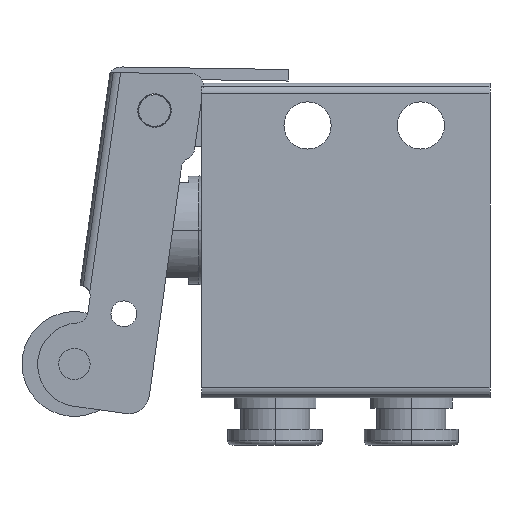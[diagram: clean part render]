
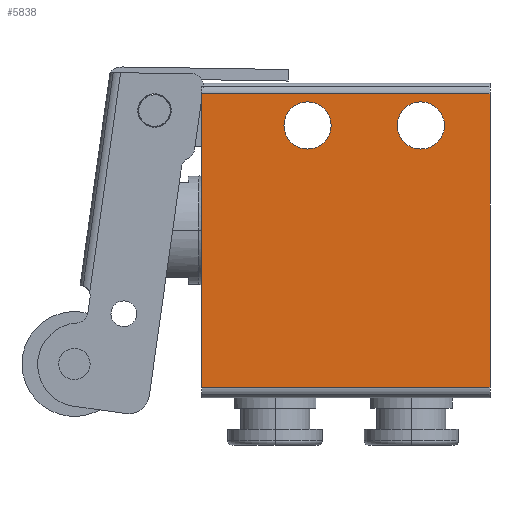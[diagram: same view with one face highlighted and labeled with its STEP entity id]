
A CAD part, left-side view. The second image highlights one B-rep face of the part: STEP entity #5838.
In plain terms, the highlighted planar face has unit normal (-1, 0, 0).
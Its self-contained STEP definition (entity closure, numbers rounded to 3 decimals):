
#194=CARTESIAN_POINT('',(-7.5,3.65,8.727));
#195=VERTEX_POINT('',#194);
#204=CARTESIAN_POINT('',(-7.5,3.65,13.227));
#205=VERTEX_POINT('',#204);
#206=CARTESIAN_POINT('',(-7.5,3.65,10.977));
#207=DIRECTION('',(1.0,0.0,0.0));
#208=DIRECTION('',(0.0,0.0,-1.0));
#209=AXIS2_PLACEMENT_3D('',#206,#207,#208);
#210=CIRCLE('',#209,2.25);
#211=EDGE_CURVE('',#205,#195,#210,.T.);
#236=CARTESIAN_POINT('',(-7.5,-7.15,8.727));
#237=VERTEX_POINT('',#236);
#246=CARTESIAN_POINT('',(-7.5,-7.15,13.227));
#247=VERTEX_POINT('',#246);
#248=CARTESIAN_POINT('',(-7.5,-7.15,10.977));
#249=DIRECTION('',(1.0,0.0,0.0));
#250=DIRECTION('',(0.0,0.0,-1.0));
#251=AXIS2_PLACEMENT_3D('',#248,#249,#250);
#252=CIRCLE('',#251,2.25);
#253=EDGE_CURVE('',#247,#237,#252,.T.);
#5761=CARTESIAN_POINT('',(-7.5,13.75,14.));
#5762=VERTEX_POINT('',#5761);
#5770=CARTESIAN_POINT('',(-7.5,-13.75,14.));
#5771=VERTEX_POINT('',#5770);
#5772=CARTESIAN_POINT('',(-7.5,13.75,14.));
#5773=DIRECTION('',(0.0,-1.0,0.0));
#5774=VECTOR('',#5773,27.5);
#5775=LINE('',#5772,#5774);
#5776=EDGE_CURVE('',#5762,#5771,#5775,.T.);
#5788=CARTESIAN_POINT('',(-7.5,-13.75,-15.0));
#5789=DIRECTION('',(-1.0,0.0,0.0));
#5790=DIRECTION('',(0.0,0.0,1.0));
#5791=AXIS2_PLACEMENT_3D('',#5788,#5789,#5790);
#5792=PLANE('',#5791);
#5793=ORIENTED_EDGE('',*,*,#5776,.F.);
#5794=CARTESIAN_POINT('',(-7.5,13.75,-14.));
#5795=VERTEX_POINT('',#5794);
#5796=CARTESIAN_POINT('',(-7.5,13.75,-14.));
#5797=DIRECTION('',(0.0,0.0,1.0));
#5798=VECTOR('',#5797,28.0);
#5799=LINE('',#5796,#5798);
#5800=EDGE_CURVE('',#5795,#5762,#5799,.T.);
#5801=ORIENTED_EDGE('',*,*,#5800,.F.);
#5802=CARTESIAN_POINT('',(-7.5,-13.75,-14.));
#5803=VERTEX_POINT('',#5802);
#5804=CARTESIAN_POINT('',(-7.5,-13.75,-14.));
#5805=DIRECTION('',(0.0,1.0,0.0));
#5806=VECTOR('',#5805,27.5);
#5807=LINE('',#5804,#5806);
#5808=EDGE_CURVE('',#5803,#5795,#5807,.T.);
#5809=ORIENTED_EDGE('',*,*,#5808,.F.);
#5810=CARTESIAN_POINT('',(-7.5,-13.75,-14.));
#5811=DIRECTION('',(0.0,0.0,1.0));
#5812=VECTOR('',#5811,28.0);
#5813=LINE('',#5810,#5812);
#5814=EDGE_CURVE('',#5803,#5771,#5813,.T.);
#5815=ORIENTED_EDGE('',*,*,#5814,.T.);
#5816=EDGE_LOOP('',(#5793,#5801,#5809,#5815));
#5817=FACE_OUTER_BOUND('',#5816,.T.);
#5818=ORIENTED_EDGE('',*,*,#253,.T.);
#5819=CARTESIAN_POINT('',(-7.5,-7.15,10.977));
#5820=DIRECTION('',(1.0,0.0,0.0));
#5821=DIRECTION('',(0.0,0.0,-1.0));
#5822=AXIS2_PLACEMENT_3D('',#5819,#5820,#5821);
#5823=CIRCLE('',#5822,2.25);
#5824=EDGE_CURVE('',#237,#247,#5823,.T.);
#5825=ORIENTED_EDGE('',*,*,#5824,.T.);
#5826=EDGE_LOOP('',(#5818,#5825));
#5827=FACE_BOUND('',#5826,.T.);
#5828=ORIENTED_EDGE('',*,*,#211,.T.);
#5829=CARTESIAN_POINT('',(-7.5,3.65,10.977));
#5830=DIRECTION('',(1.0,0.0,0.0));
#5831=DIRECTION('',(0.0,0.0,-1.0));
#5832=AXIS2_PLACEMENT_3D('',#5829,#5830,#5831);
#5833=CIRCLE('',#5832,2.25);
#5834=EDGE_CURVE('',#195,#205,#5833,.T.);
#5835=ORIENTED_EDGE('',*,*,#5834,.T.);
#5836=EDGE_LOOP('',(#5828,#5835));
#5837=FACE_BOUND('',#5836,.T.);
#5838=ADVANCED_FACE('',(#5817,#5827,#5837),#5792,.T.);
